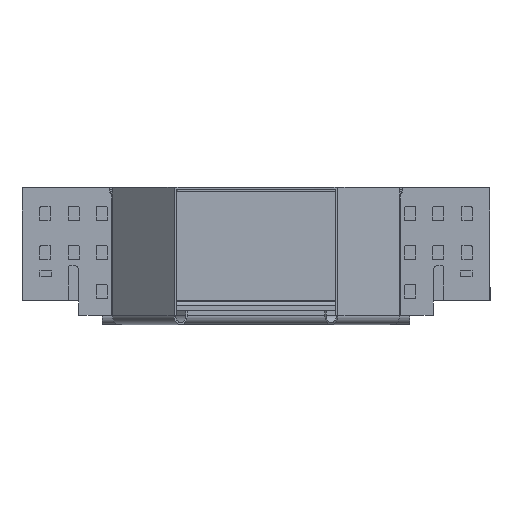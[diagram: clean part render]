
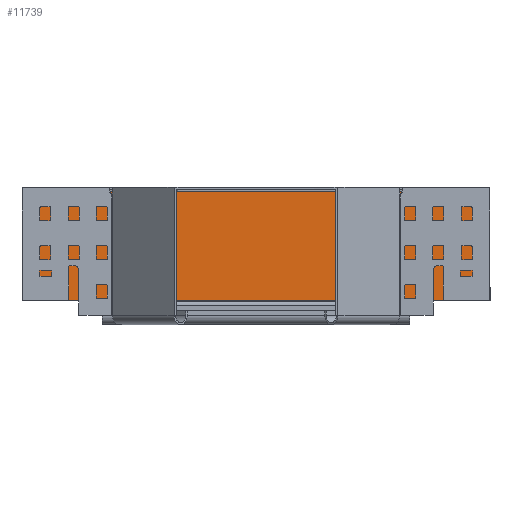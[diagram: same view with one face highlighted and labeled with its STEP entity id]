
A CAD part, front view. The second image highlights one B-rep face of the part: STEP entity #11739.
In plain terms, the highlighted face is planar.
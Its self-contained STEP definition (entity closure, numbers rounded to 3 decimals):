
#298 = CARTESIAN_POINT ( 'NONE',  ( -13.75, 1.25, 150.08 ) ) ;
#381 = EDGE_CURVE ( 'NONE', #3376, #6411, #11719, .T. ) ;
#489 = EDGE_CURVE ( 'NONE', #6411, #868, #5266, .T. ) ;
#639 = VECTOR ( 'NONE', #6199, 1000. ) ;
#816 = ORIENTED_EDGE ( 'NONE', *, *, #1640, .T. ) ;
#868 = VERTEX_POINT ( 'NONE', #6313 ) ;
#992 = DIRECTION ( 'NONE',  ( 0., 0., 1. ) ) ;
#1627 = EDGE_CURVE ( 'NONE', #868, #4256, #8301, .T. ) ;
#1640 = EDGE_CURVE ( 'NONE', #2757, #11728, #3465, .T. ) ;
#1791 = DIRECTION ( 'NONE',  ( 0., 0., -1. ) ) ;
#1940 = VECTOR ( 'NONE', #1791, 1000. ) ;
#2020 = CARTESIAN_POINT ( 'NONE',  ( -13.75, 72.5, 98.58 ) ) ;
#2514 = LINE ( 'NONE', #7170, #7634 ) ;
#2757 = VERTEX_POINT ( 'NONE', #6368 ) ;
#2933 = CARTESIAN_POINT ( 'NONE',  ( -13.75, 72.5, 150.08 ) ) ;
#3214 = EDGE_CURVE ( 'NONE', #10511, #6579, #7101, .T. ) ;
#3376 = VERTEX_POINT ( 'NONE', #2933 ) ;
#3396 = CARTESIAN_POINT ( 'NONE',  ( -13.75, 72.5, 150.08 ) ) ;
#3465 = LINE ( 'NONE', #5389, #7480 ) ;
#3610 = VECTOR ( 'NONE', #8502, 1000. ) ;
#3695 = DIRECTION ( 'NONE',  ( 0., 0., 1. ) ) ;
#4033 = ORIENTED_EDGE ( 'NONE', *, *, #7775, .F. ) ;
#4256 = VERTEX_POINT ( 'NONE', #4363 ) ;
#4363 = CARTESIAN_POINT ( 'NONE',  ( -13.75, 72.5, -150.08 ) ) ;
#4398 = DIRECTION ( 'NONE',  ( 0., -1., 0. ) ) ;
#4444 = CARTESIAN_POINT ( 'NONE',  ( -13.75, 2.25, 150.08 ) ) ;
#5054 = ORIENTED_EDGE ( 'NONE', *, *, #7162, .T. ) ;
#5266 = LINE ( 'NONE', #6449, #11742 ) ;
#5324 = DIRECTION ( 'NONE',  ( 0., 0., -1. ) ) ;
#5355 = DIRECTION ( 'NONE',  ( 0., -1., 0. ) ) ;
#5389 = CARTESIAN_POINT ( 'NONE',  ( -13.75, 2.25, 150.08 ) ) ;
#5440 = ORIENTED_EDGE ( 'NONE', *, *, #489, .F. ) ;
#5556 = CARTESIAN_POINT ( 'NONE',  ( -13.75, 1.25, 150.08 ) ) ;
#5775 = ORIENTED_EDGE ( 'NONE', *, *, #381, .F. ) ;
#6199 = DIRECTION ( 'NONE',  ( 0., 0., -1. ) ) ;
#6309 = FACE_OUTER_BOUND ( 'NONE', #11877, .T. ) ;
#6313 = CARTESIAN_POINT ( 'NONE',  ( -13.75, 72.5, -98.58 ) ) ;
#6368 = CARTESIAN_POINT ( 'NONE',  ( -13.75, 2.25, 150.08 ) ) ;
#6411 = VERTEX_POINT ( 'NONE', #2020 ) ;
#6425 = VECTOR ( 'NONE', #992, 1000. ) ;
#6449 = CARTESIAN_POINT ( 'NONE',  ( -13.75, 72.5, 150.08 ) ) ;
#6470 = CARTESIAN_POINT ( 'NONE',  ( -13.75, 2.25, -150.08 ) ) ;
#6579 = VERTEX_POINT ( 'NONE', #8089 ) ;
#6761 = AXIS2_PLACEMENT_3D ( 'NONE', #4444, #9265, #3695 ) ;
#7101 = LINE ( 'NONE', #10877, #9922 ) ;
#7162 = EDGE_CURVE ( 'NONE', #10511, #4256, #8378, .T. ) ;
#7170 = CARTESIAN_POINT ( 'NONE',  ( -13.75, 2.25, 150.08 ) ) ;
#7480 = VECTOR ( 'NONE', #4398, 1000. ) ;
#7634 = VECTOR ( 'NONE', #8224, 1000. ) ;
#7733 = EDGE_CURVE ( 'NONE', #2757, #3376, #2514, .T. ) ;
#7775 = EDGE_CURVE ( 'NONE', #6579, #11728, #8490, .T. ) ;
#7886 = ORIENTED_EDGE ( 'NONE', *, *, #3214, .F. ) ;
#8015 = ORIENTED_EDGE ( 'NONE', *, *, #1627, .F. ) ;
#8089 = CARTESIAN_POINT ( 'NONE',  ( -13.75, 1.25, -150.08 ) ) ;
#8224 = DIRECTION ( 'NONE',  ( 0., 1., 0. ) ) ;
#8301 = LINE ( 'NONE', #10283, #1940 ) ;
#8378 = LINE ( 'NONE', #6470, #3610 ) ;
#8490 = LINE ( 'NONE', #298, #6425 ) ;
#8502 = DIRECTION ( 'NONE',  ( 0., 1., 0. ) ) ;
#9265 = DIRECTION ( 'NONE',  ( -1., 0., 0. ) ) ;
#9922 = VECTOR ( 'NONE', #5355, 1000. ) ;
#10070 = PLANE ( 'NONE',  #6761 ) ;
#10221 = CARTESIAN_POINT ( 'NONE',  ( -13.75, 2.25, -150.08 ) ) ;
#10283 = CARTESIAN_POINT ( 'NONE',  ( -13.75, 72.5, 150.08 ) ) ;
#10511 = VERTEX_POINT ( 'NONE', #10221 ) ;
#10663 = ORIENTED_EDGE ( 'NONE', *, *, #7733, .F. ) ;
#10877 = CARTESIAN_POINT ( 'NONE',  ( -13.75, 2.25, -150.08 ) ) ;
#11719 = LINE ( 'NONE', #3396, #639 ) ;
#11728 = VERTEX_POINT ( 'NONE', #5556 ) ;
#11739 = ADVANCED_FACE ( 'NONE', ( #6309 ), #10070, .F. ) ;
#11742 = VECTOR ( 'NONE', #5324, 1000. ) ;
#11877 = EDGE_LOOP ( 'NONE', ( #5054, #8015, #5440, #5775, #10663, #816, #4033, #7886 ) ) ;
